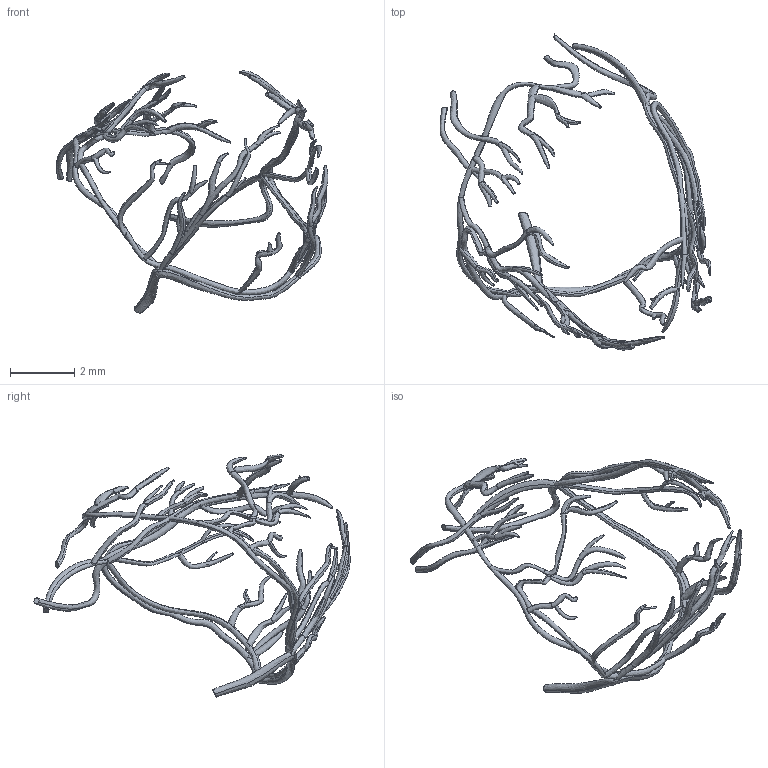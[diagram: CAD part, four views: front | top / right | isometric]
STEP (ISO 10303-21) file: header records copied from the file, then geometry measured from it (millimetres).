
FILE_DESCRIPTION (( 'STEP AP203' ), '1' );
FILE_NAME ('coronaries.STEP', '2025-04-30T21:30:04', ( '' ), ( '' ), 'SwSTEP 2.0', 'SolidWorks 2023', '' );
FILE_SCHEMA (( 'CONFIG_CONTROL_DESIGN' ));
Length unit declared in the file: millimetre
Products named in the file (1): coronaries
Bounding box: 8.44 x 9.81 x 7.51 mm (x, y, z)
Volume: 3.7 mm3; surface area: 90.8 mm2
Topology: 58 solids, 58 shells, 230 faces, 344 edges, 230 vertices
Faces by surface type: bspline 230
Entity records: 18482 total; most frequent: CARTESIAN_POINT 15758, ORIENTED_EDGE 688, B_SPLINE_CURVE_WITH_KNOTS 344, EDGE_CURVE 344, B_SPLINE_SURFACE_WITH_KNOTS 230, ADVANCED_FACE 230, FACE_OUTER_BOUND 230, VERTEX_POINT 230
